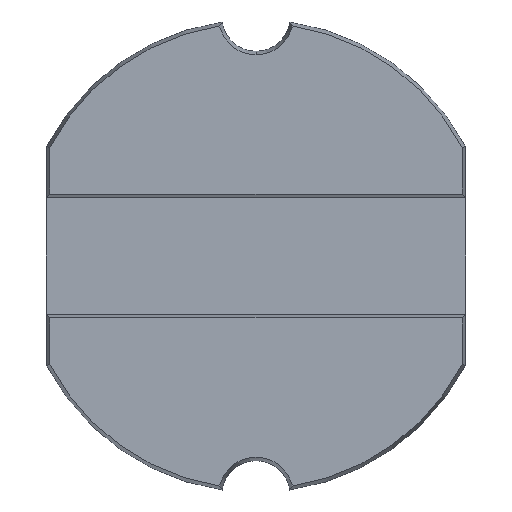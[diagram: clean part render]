
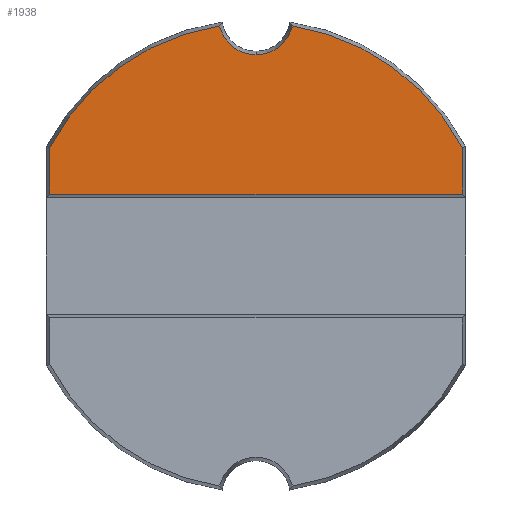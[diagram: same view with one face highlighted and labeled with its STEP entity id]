
A CAD part, front view. The second image highlights one B-rep face of the part: STEP entity #1938.
In plain terms, the highlighted planar face has unit normal (0, -1, 0).
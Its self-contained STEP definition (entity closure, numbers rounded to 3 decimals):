
#91 = AXIS2_PLACEMENT_3D ( 'NONE', #3528, #1242, #1978 ) ;
#233 = CARTESIAN_POINT ( 'NONE',  ( -2.115, 0., 1.113 ) ) ;
#360 = CARTESIAN_POINT ( 'NONE',  ( 2.115, 0., 0.635 ) ) ;
#366 = AXIS2_PLACEMENT_3D ( 'NONE', #391, #3738, #1924 ) ;
#391 = CARTESIAN_POINT ( 'NONE',  ( 0., 0., 0. ) ) ;
#482 = CARTESIAN_POINT ( 'NONE',  ( 2.115, 0., 1.121 ) ) ;
#495 = CIRCLE ( 'NONE', #2260, 2.39 ) ;
#522 = DIRECTION ( 'NONE',  ( 0., 1., 0. ) ) ;
#526 = CARTESIAN_POINT ( 'NONE',  ( 0., 0., 0. ) ) ;
#608 = CARTESIAN_POINT ( 'NONE',  ( -2.115, 0., 1.121 ) ) ;
#683 = EDGE_CURVE ( 'NONE', #2362, #4914, #1612, .T. ) ;
#785 = ORIENTED_EDGE ( 'NONE', *, *, #683, .F. ) ;
#814 = VECTOR ( 'NONE', #1734, 1000. ) ;
#836 = DIRECTION ( 'NONE',  ( 0., 0., 1. ) ) ;
#1010 = VERTEX_POINT ( 'NONE', #1016 ) ;
#1016 = CARTESIAN_POINT ( 'NONE',  ( 2.115, 0., 1.113 ) ) ;
#1160 = CIRCLE ( 'NONE', #2447, 0.385 ) ;
#1242 = DIRECTION ( 'NONE',  ( 0., -1., 0. ) ) ;
#1272 = LINE ( 'NONE', #4748, #814 ) ;
#1325 = VECTOR ( 'NONE', #3564, 1000. ) ;
#1451 = ORIENTED_EDGE ( 'NONE', *, *, #4388, .F. ) ;
#1511 = CARTESIAN_POINT ( 'NONE',  ( 0., 0., 2.45 ) ) ;
#1525 = EDGE_CURVE ( 'NONE', #3407, #2030, #4132, .T. ) ;
#1612 = CIRCLE ( 'NONE', #91, 0.385 ) ;
#1669 = DIRECTION ( 'NONE',  ( 0., 0., 1. ) ) ;
#1734 = DIRECTION ( 'NONE',  ( -1., 0., 0. ) ) ;
#1781 = EDGE_CURVE ( 'NONE', #1010, #3881, #2419, .T. ) ;
#1897 = CARTESIAN_POINT ( 'NONE',  ( -2.115, 0., 0.635 ) ) ;
#1924 = DIRECTION ( 'NONE',  ( 0., 0., 1. ) ) ;
#1938 = ADVANCED_FACE ( 'NONE', ( #3990 ), #2435, .F. ) ;
#1965 = AXIS2_PLACEMENT_3D ( 'NONE', #4734, #522, #836 ) ;
#1978 = DIRECTION ( 'NONE',  ( 0., 0., -1. ) ) ;
#2030 = VERTEX_POINT ( 'NONE', #233 ) ;
#2059 = DIRECTION ( 'NONE',  ( 0., 1., 0. ) ) ;
#2065 = EDGE_CURVE ( 'NONE', #4914, #3998, #1160, .T. ) ;
#2140 = CIRCLE ( 'NONE', #366, 2.39 ) ;
#2260 = AXIS2_PLACEMENT_3D ( 'NONE', #526, #2059, #1669 ) ;
#2291 = VECTOR ( 'NONE', #4102, 1000. ) ;
#2362 = VERTEX_POINT ( 'NONE', #3287 ) ;
#2398 = ORIENTED_EDGE ( 'NONE', *, *, #1781, .F. ) ;
#2419 = LINE ( 'NONE', #482, #1325 ) ;
#2435 = PLANE ( 'NONE',  #1965 ) ;
#2447 = AXIS2_PLACEMENT_3D ( 'NONE', #1511, #3429, #3050 ) ;
#2480 = EDGE_LOOP ( 'NONE', ( #785, #1451, #3490, #3685, #2398, #4643, #3692 ) ) ;
#3050 = DIRECTION ( 'NONE',  ( 0., 0., -1. ) ) ;
#3287 = CARTESIAN_POINT ( 'NONE',  ( -0.375, 0., 2.36 ) ) ;
#3379 = EDGE_CURVE ( 'NONE', #3998, #1010, #495, .T. ) ;
#3407 = VERTEX_POINT ( 'NONE', #1897 ) ;
#3429 = DIRECTION ( 'NONE',  ( 0., -1., 0. ) ) ;
#3443 = CARTESIAN_POINT ( 'NONE',  ( 0., 0., 2.065 ) ) ;
#3490 = ORIENTED_EDGE ( 'NONE', *, *, #1525, .F. ) ;
#3528 = CARTESIAN_POINT ( 'NONE',  ( 0., 0., 2.45 ) ) ;
#3564 = DIRECTION ( 'NONE',  ( 0., 0., -1. ) ) ;
#3685 = ORIENTED_EDGE ( 'NONE', *, *, #4182, .F. ) ;
#3692 = ORIENTED_EDGE ( 'NONE', *, *, #2065, .F. ) ;
#3738 = DIRECTION ( 'NONE',  ( 0., 1., 0. ) ) ;
#3881 = VERTEX_POINT ( 'NONE', #360 ) ;
#3933 = CARTESIAN_POINT ( 'NONE',  ( 0.375, 0., 2.36 ) ) ;
#3990 = FACE_OUTER_BOUND ( 'NONE', #2480, .T. ) ;
#3998 = VERTEX_POINT ( 'NONE', #3933 ) ;
#4102 = DIRECTION ( 'NONE',  ( 0., 0., 1. ) ) ;
#4132 = LINE ( 'NONE', #608, #2291 ) ;
#4182 = EDGE_CURVE ( 'NONE', #3881, #3407, #1272, .T. ) ;
#4388 = EDGE_CURVE ( 'NONE', #2030, #2362, #2140, .T. ) ;
#4643 = ORIENTED_EDGE ( 'NONE', *, *, #3379, .F. ) ;
#4734 = CARTESIAN_POINT ( 'NONE',  ( 0., 0., 0. ) ) ;
#4748 = CARTESIAN_POINT ( 'NONE',  ( -2.15, 0., 0.635 ) ) ;
#4914 = VERTEX_POINT ( 'NONE', #3443 ) ;
